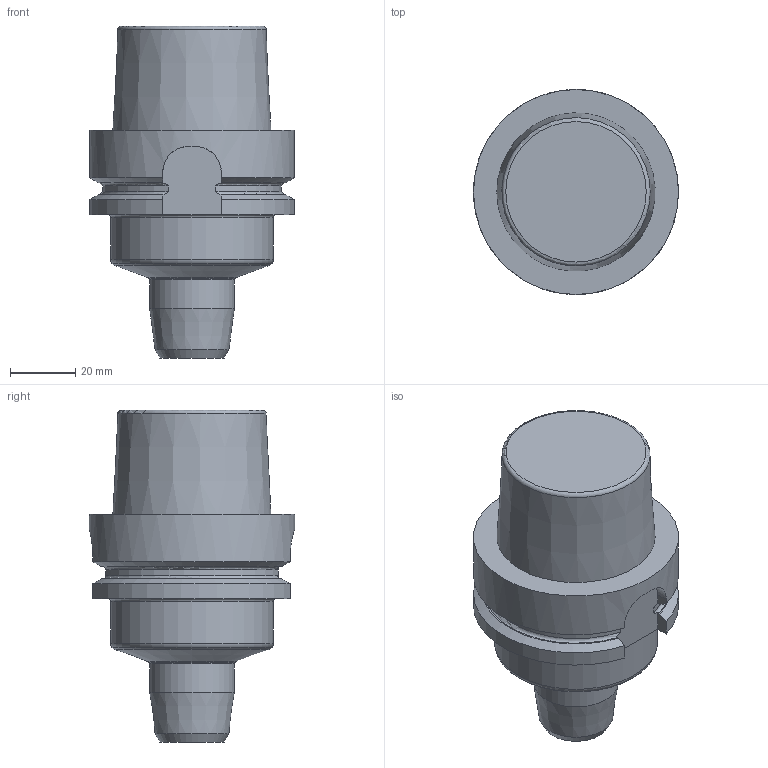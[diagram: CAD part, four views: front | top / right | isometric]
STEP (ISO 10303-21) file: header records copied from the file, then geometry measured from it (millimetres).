
FILE_DESCRIPTION(/* description */ (''),/* implementation_level */ '2;1');
FILE_NAME(/* name */ 'HSKA63-HC06-070_Basic.stp',/* time_stamp */ '2022-06-23T15:26:13+06:00',/* author */ (''),/* organization */ (''),/* preprocessor_version */ 'ST-DEVELOPER v16.7',/* originating_system */ 'SIEMENS PLM Software NX 12.0',/* authorisation */ '');
FILE_SCHEMA (('AUTOMOTIVE_DESIGN { 1 0 10303 214 3 1 1 1 }'));
Length unit declared in the file: millimetre
Products named in the file (1): inpu251CFBF7wslf
Bounding box: 63 x 63 x 102 mm (x, y, z)
Volume: 176036.6 mm3; surface area: 21393.5 mm2
Topology: 1 solids, 1 shells, 59 faces, 160 edges, 109 vertices
Faces by surface type: plane 26, cylinder 13, torus 10, cone 10
Full cylindrical faces by diameter (mm): 6 x1, 26 x1, 50 x1, 63 x1
Entity records: 1997 total; most frequent: CARTESIAN_POINT 567, ORIENTED_EDGE 276, DIRECTION 276, EDGE_CURVE 138, AXIS2_PLACEMENT_3D 111, VERTEX_POINT 99, EDGE_LOOP 77, ADVANCED_FACE 59
